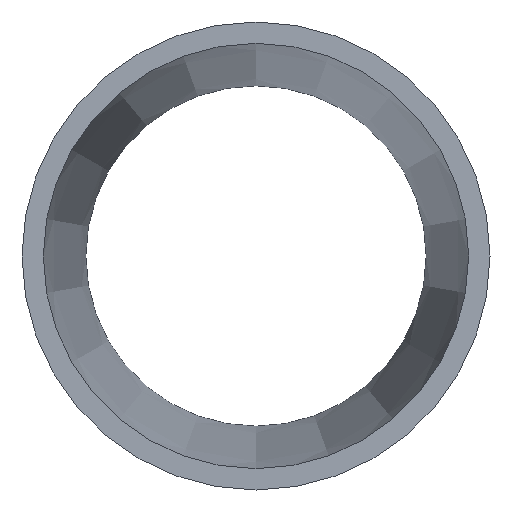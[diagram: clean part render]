
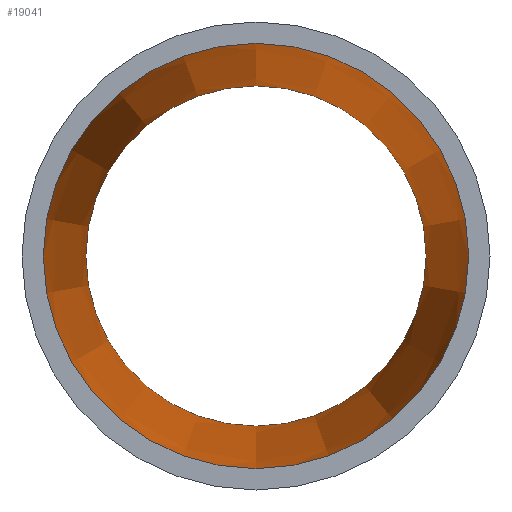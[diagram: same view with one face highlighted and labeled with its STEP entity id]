
A CAD part, front view. The second image highlights one B-rep face of the part: STEP entity #19041.
In plain terms, the highlighted conical face has half-angle 3.576 degrees and reference radius 19.996 mm.
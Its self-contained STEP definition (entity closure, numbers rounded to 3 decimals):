
#81 = CIRCLE ( 'NONE', #14304, 19.996 ) ;
#896 = DIRECTION ( 'NONE',  ( 0., 0., -1. ) ) ;
#3873 = CARTESIAN_POINT ( 'NONE',  ( 0., 0., 0. ) ) ;
#4084 = EDGE_CURVE ( 'NONE', #7914, #7914, #17815, .T. ) ;
#5210 = ORIENTED_EDGE ( 'NONE', *, *, #4084, .F. ) ;
#6833 = AXIS2_PLACEMENT_3D ( 'NONE', #16158, #7678, #896 ) ;
#7113 = AXIS2_PLACEMENT_3D ( 'NONE', #20086, #8115, #19862 ) ;
#7678 = DIRECTION ( 'NONE',  ( 0., -1., 0. ) ) ;
#7914 = VERTEX_POINT ( 'NONE', #14731 ) ;
#8115 = DIRECTION ( 'NONE',  ( 0., -1., 0. ) ) ;
#8298 = EDGE_LOOP ( 'NONE', ( #9783 ) ) ;
#8891 = DIRECTION ( 'NONE',  ( 0., -1., 0. ) ) ;
#9701 = VERTEX_POINT ( 'NONE', #16520 ) ;
#9783 = ORIENTED_EDGE ( 'NONE', *, *, #18847, .T. ) ;
#13835 = DIRECTION ( 'NONE',  ( 0., 0., -1. ) ) ;
#14304 = AXIS2_PLACEMENT_3D ( 'NONE', #3873, #8891, #13835 ) ;
#14376 = FACE_BOUND ( 'NONE', #18559, .T. ) ;
#14731 = CARTESIAN_POINT ( 'NONE',  ( 0., 64., -15.996 ) ) ;
#16158 = CARTESIAN_POINT ( 'NONE',  ( 0., 0., 0. ) ) ;
#16520 = CARTESIAN_POINT ( 'NONE',  ( 0., 0., -19.996 ) ) ;
#17815 = CIRCLE ( 'NONE', #7113, 15.996 ) ;
#17819 = FACE_OUTER_BOUND ( 'NONE', #8298, .T. ) ;
#18559 = EDGE_LOOP ( 'NONE', ( #5210 ) ) ;
#18847 = EDGE_CURVE ( 'NONE', #9701, #9701, #81, .T. ) ;
#19041 = ADVANCED_FACE ( 'NONE', ( #14376, #17819 ), #19665, .F. ) ;
#19665 = CONICAL_SURFACE ( 'NONE', #6833, 19.996, 0.062 ) ;
#19862 = DIRECTION ( 'NONE',  ( 0., 0., -1. ) ) ;
#20086 = CARTESIAN_POINT ( 'NONE',  ( 0., 64., 0. ) ) ;
